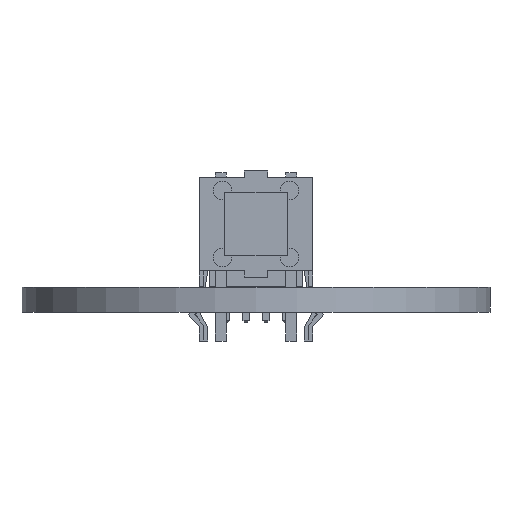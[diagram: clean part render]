
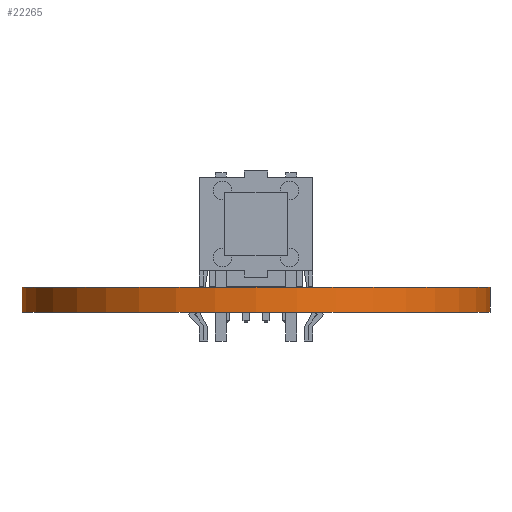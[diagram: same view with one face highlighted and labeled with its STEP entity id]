
A CAD part, left-side view. The second image highlights one B-rep face of the part: STEP entity #22265.
In plain terms, the highlighted cylindrical face has radius 15 mm (diameter 30 mm), a full revolution.
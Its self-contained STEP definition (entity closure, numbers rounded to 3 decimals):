
#22265 = ADVANCED_FACE('',(#22266),#22280,.T.);
#22266 = FACE_BOUND('',#22267,.F.);
#22267 = EDGE_LOOP('',(#22268,#22298,#22325,#22326));
#22268 = ORIENTED_EDGE('',*,*,#22269,.T.);
#22269 = EDGE_CURVE('',#22270,#22272,#22274,.T.);
#22270 = VERTEX_POINT('',#22271);
#22271 = CARTESIAN_POINT('',(15.,0.,0.));
#22272 = VERTEX_POINT('',#22273);
#22273 = CARTESIAN_POINT('',(15.,0.,1.6));
#22274 = SEAM_CURVE('',#22275,(#22279,#22291),.PCURVE_S1.);
#22275 = LINE('',#22276,#22277);
#22276 = CARTESIAN_POINT('',(15.,0.,0.));
#22277 = VECTOR('',#22278,1.);
#22278 = DIRECTION('',(0.,0.,1.));
#22279 = PCURVE('',#22280,#22285);
#22280 = CYLINDRICAL_SURFACE('',#22281,15.);
#22281 = AXIS2_PLACEMENT_3D('',#22282,#22283,#22284);
#22282 = CARTESIAN_POINT('',(0.,-0.,0.));
#22283 = DIRECTION('',(-0.,-0.,-1.));
#22284 = DIRECTION('',(1.,0.,-0.));
#22285 = DEFINITIONAL_REPRESENTATION('',(#22286),#22290);
#22286 = LINE('',#22287,#22288);
#22287 = CARTESIAN_POINT('',(-0.,0.));
#22288 = VECTOR('',#22289,1.);
#22289 = DIRECTION('',(-0.,-1.));
#22290 = ( GEOMETRIC_REPRESENTATION_CONTEXT(2) 
PARAMETRIC_REPRESENTATION_CONTEXT() REPRESENTATION_CONTEXT('2D SPACE',''
  ) );
#22291 = PCURVE('',#22280,#22292);
#22292 = DEFINITIONAL_REPRESENTATION('',(#22293),#22297);
#22293 = LINE('',#22294,#22295);
#22294 = CARTESIAN_POINT('',(-6.283,0.));
#22295 = VECTOR('',#22296,1.);
#22296 = DIRECTION('',(-0.,-1.));
#22297 = ( GEOMETRIC_REPRESENTATION_CONTEXT(2) 
PARAMETRIC_REPRESENTATION_CONTEXT() REPRESENTATION_CONTEXT('2D SPACE',''
  ) );
#22298 = ORIENTED_EDGE('',*,*,#22299,.T.);
#22299 = EDGE_CURVE('',#22272,#22272,#22300,.T.);
#22300 = SURFACE_CURVE('',#22301,(#22306,#22313),.PCURVE_S1.);
#22301 = CIRCLE('',#22302,15.);
#22302 = AXIS2_PLACEMENT_3D('',#22303,#22304,#22305);
#22303 = CARTESIAN_POINT('',(0.,0.,1.6));
#22304 = DIRECTION('',(0.,0.,1.));
#22305 = DIRECTION('',(1.,0.,-0.));
#22306 = PCURVE('',#22280,#22307);
#22307 = DEFINITIONAL_REPRESENTATION('',(#22308),#22312);
#22308 = LINE('',#22309,#22310);
#22309 = CARTESIAN_POINT('',(-0.,-1.6));
#22310 = VECTOR('',#22311,1.);
#22311 = DIRECTION('',(-1.,0.));
#22312 = ( GEOMETRIC_REPRESENTATION_CONTEXT(2) 
PARAMETRIC_REPRESENTATION_CONTEXT() REPRESENTATION_CONTEXT('2D SPACE',''
  ) );
#22313 = PCURVE('',#22314,#22319);
#22314 = PLANE('',#22315);
#22315 = AXIS2_PLACEMENT_3D('',#22316,#22317,#22318);
#22316 = CARTESIAN_POINT('',(0.,0.,1.6)
  );
#22317 = DIRECTION('',(0.,0.,1.));
#22318 = DIRECTION('',(1.,0.,-0.));
#22319 = DEFINITIONAL_REPRESENTATION('',(#22320),#22324);
#22320 = CIRCLE('',#22321,15.);
#22321 = AXIS2_PLACEMENT_2D('',#22322,#22323);
#22322 = CARTESIAN_POINT('',(0.,0.));
#22323 = DIRECTION('',(1.,0.));
#22324 = ( GEOMETRIC_REPRESENTATION_CONTEXT(2) 
PARAMETRIC_REPRESENTATION_CONTEXT() REPRESENTATION_CONTEXT('2D SPACE',''
  ) );
#22325 = ORIENTED_EDGE('',*,*,#22269,.F.);
#22326 = ORIENTED_EDGE('',*,*,#22327,.F.);
#22327 = EDGE_CURVE('',#22270,#22270,#22328,.T.);
#22328 = SURFACE_CURVE('',#22329,(#22334,#22341),.PCURVE_S1.);
#22329 = CIRCLE('',#22330,15.);
#22330 = AXIS2_PLACEMENT_3D('',#22331,#22332,#22333);
#22331 = CARTESIAN_POINT('',(0.,-0.,0.));
#22332 = DIRECTION('',(0.,0.,1.));
#22333 = DIRECTION('',(1.,0.,-0.));
#22334 = PCURVE('',#22280,#22335);
#22335 = DEFINITIONAL_REPRESENTATION('',(#22336),#22340);
#22336 = LINE('',#22337,#22338);
#22337 = CARTESIAN_POINT('',(-0.,0.));
#22338 = VECTOR('',#22339,1.);
#22339 = DIRECTION('',(-1.,0.));
#22340 = ( GEOMETRIC_REPRESENTATION_CONTEXT(2) 
PARAMETRIC_REPRESENTATION_CONTEXT() REPRESENTATION_CONTEXT('2D SPACE',''
  ) );
#22341 = PCURVE('',#22342,#22347);
#22342 = PLANE('',#22343);
#22343 = AXIS2_PLACEMENT_3D('',#22344,#22345,#22346);
#22344 = CARTESIAN_POINT('',(0.,0.,0.));
#22345 = DIRECTION('',(0.,0.,1.));
#22346 = DIRECTION('',(1.,0.,-0.));
#22347 = DEFINITIONAL_REPRESENTATION('',(#22348),#22352);
#22348 = CIRCLE('',#22349,15.);
#22349 = AXIS2_PLACEMENT_2D('',#22350,#22351);
#22350 = CARTESIAN_POINT('',(0.,0.));
#22351 = DIRECTION('',(1.,0.));
#22352 = ( GEOMETRIC_REPRESENTATION_CONTEXT(2) 
PARAMETRIC_REPRESENTATION_CONTEXT() REPRESENTATION_CONTEXT('2D SPACE',''
  ) );
